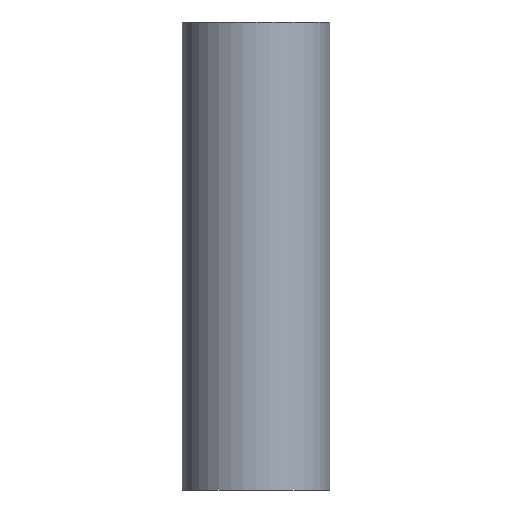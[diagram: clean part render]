
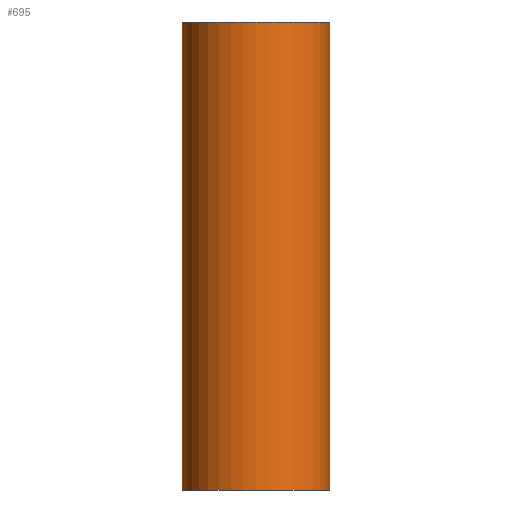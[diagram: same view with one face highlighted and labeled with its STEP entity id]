
A CAD part, front view. The second image highlights one B-rep face of the part: STEP entity #695.
In plain terms, the highlighted cylindrical face has radius 19.05 mm (diameter 38.1 mm), a partial arc.
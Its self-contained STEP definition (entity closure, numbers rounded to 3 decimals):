
#15 = DIRECTION ( 'NONE',  ( 1., 0., 0. ) ) ;
#30 = CARTESIAN_POINT ( 'NONE',  ( -19.05, 0., 60.3 ) ) ;
#39 = DIRECTION ( 'NONE',  ( 0., 0., -1. ) ) ;
#59 = VECTOR ( 'NONE', #773, 1000. ) ;
#77 = EDGE_CURVE ( 'NONE', #322, #420, #839, .T. ) ;
#89 = ORIENTED_EDGE ( 'NONE', *, *, #627, .T. ) ;
#111 = CARTESIAN_POINT ( 'NONE',  ( 0., 0., 60.3 ) ) ;
#116 = ORIENTED_EDGE ( 'NONE', *, *, #233, .F. ) ;
#138 = ORIENTED_EDGE ( 'NONE', *, *, #77, .F. ) ;
#142 = CYLINDRICAL_SURFACE ( 'NONE', #196, 19.05 ) ;
#145 = VERTEX_POINT ( 'NONE', #504 ) ;
#147 = EDGE_CURVE ( 'NONE', #155, #819, #900, .T. ) ;
#151 = CARTESIAN_POINT ( 'NONE',  ( 19.05, 0., 60.3 ) ) ;
#155 = VERTEX_POINT ( 'NONE', #221 ) ;
#186 = CARTESIAN_POINT ( 'NONE',  ( -19.05, 0., 0. ) ) ;
#196 = AXIS2_PLACEMENT_3D ( 'NONE', #111, #39, #532 ) ;
#221 = CARTESIAN_POINT ( 'NONE',  ( -19.05, 0., -60.3 ) ) ;
#233 = EDGE_CURVE ( 'NONE', #145, #819, #439, .T. ) ;
#249 = FACE_OUTER_BOUND ( 'NONE', #426, .T. ) ;
#289 = ORIENTED_EDGE ( 'NONE', *, *, #661, .F. ) ;
#293 = CARTESIAN_POINT ( 'NONE',  ( -19.05, 0., 60.3 ) ) ;
#322 = VERTEX_POINT ( 'NONE', #293 ) ;
#339 = DIRECTION ( 'NONE',  ( 0., 0., -1. ) ) ;
#366 = CARTESIAN_POINT ( 'NONE',  ( 19.05, 0., -60.3 ) ) ;
#367 = DIRECTION ( 'NONE',  ( 0., 0., 1. ) ) ;
#374 = EDGE_CURVE ( 'NONE', #666, #155, #436, .T. ) ;
#401 = ORIENTED_EDGE ( 'NONE', *, *, #374, .T. ) ;
#420 = VERTEX_POINT ( 'NONE', #693 ) ;
#424 = VECTOR ( 'NONE', #513, 1000. ) ;
#426 = EDGE_LOOP ( 'NONE', ( #289, #138, #89, #401, #811, #116 ) ) ;
#436 = LINE ( 'NONE', #30, #424 ) ;
#439 = LINE ( 'NONE', #151, #59 ) ;
#447 = AXIS2_PLACEMENT_3D ( 'NONE', #654, #579, #15 ) ;
#466 = DIRECTION ( 'NONE',  ( 0., 0., -1. ) ) ;
#495 = CARTESIAN_POINT ( 'NONE',  ( 0., 0., -60.3 ) ) ;
#504 = CARTESIAN_POINT ( 'NONE',  ( 19.05, 0., 0. ) ) ;
#513 = DIRECTION ( 'NONE',  ( 0., 0., -1. ) ) ;
#532 = DIRECTION ( 'NONE',  ( -1., 0., 0. ) ) ;
#570 = AXIS2_PLACEMENT_3D ( 'NONE', #495, #367, #717 ) ;
#579 = DIRECTION ( 'NONE',  ( 0., 0., 1. ) ) ;
#627 = EDGE_CURVE ( 'NONE', #322, #666, #889, .T. ) ;
#628 = VECTOR ( 'NONE', #466, 1000. ) ;
#654 = CARTESIAN_POINT ( 'NONE',  ( 0., 0., 60.3 ) ) ;
#661 = EDGE_CURVE ( 'NONE', #420, #145, #709, .T. ) ;
#666 = VERTEX_POINT ( 'NONE', #186 ) ;
#674 = CARTESIAN_POINT ( 'NONE',  ( -19.05, 0., 60.3 ) ) ;
#693 = CARTESIAN_POINT ( 'NONE',  ( 19.05, 0., 60.3 ) ) ;
#695 = ADVANCED_FACE ( 'NONE', ( #249 ), #142, .T. ) ;
#709 = LINE ( 'NONE', #882, #628 ) ;
#717 = DIRECTION ( 'NONE',  ( 1., 0., 0. ) ) ;
#773 = DIRECTION ( 'NONE',  ( 0., 0., -1. ) ) ;
#781 = VECTOR ( 'NONE', #339, 1000. ) ;
#811 = ORIENTED_EDGE ( 'NONE', *, *, #147, .T. ) ;
#819 = VERTEX_POINT ( 'NONE', #366 ) ;
#839 = CIRCLE ( 'NONE', #447, 19.05 ) ;
#882 = CARTESIAN_POINT ( 'NONE',  ( 19.05, 0., 60.3 ) ) ;
#889 = LINE ( 'NONE', #674, #781 ) ;
#900 = CIRCLE ( 'NONE', #570, 19.05 ) ;
